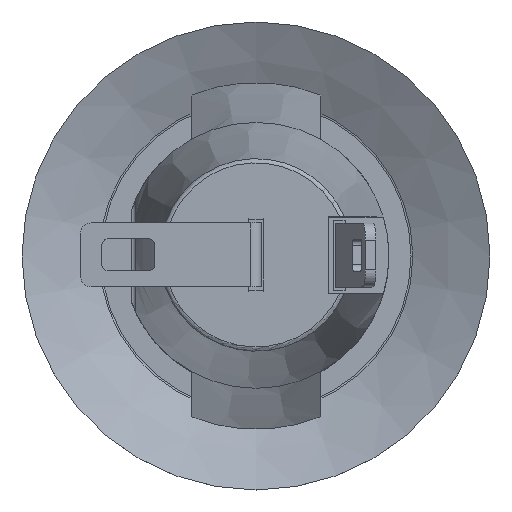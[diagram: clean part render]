
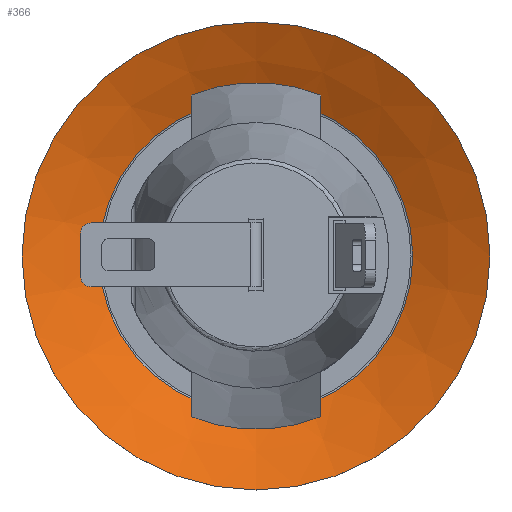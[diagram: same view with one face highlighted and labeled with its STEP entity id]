
A CAD part, top view. The second image highlights one B-rep face of the part: STEP entity #366.
In plain terms, the highlighted conical face has half-angle 65 degrees and reference radius 11 mm.
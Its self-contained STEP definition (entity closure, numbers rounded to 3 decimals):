
#366 = ADVANCED_FACE( '', ( #916, #917 ), #918, .F. );
#916 = FACE_OUTER_BOUND( '', #1671, .T. );
#917 = FACE_BOUND( '', #1672, .T. );
#918 = CONICAL_SURFACE( '', #1673, 11., 1.134 );
#1671 = EDGE_LOOP( '', ( #2745 ) );
#1672 = EDGE_LOOP( '', ( #2746 ) );
#1673 = AXIS2_PLACEMENT_3D( '', #2747, #2748, #2749 );
#2745 = ORIENTED_EDGE( '', *, *, #4818, .T. );
#2746 = ORIENTED_EDGE( '', *, *, #4819, .F. );
#2747 = CARTESIAN_POINT( '', ( -4.152, 1.8, -28.33 ) );
#2748 = DIRECTION( '', ( 0., 0., 1. ) );
#2749 = DIRECTION( '', ( 0., -1., 0. ) );
#4818 = EDGE_CURVE( '', #5924, #5924, #5925, .T. );
#4819 = EDGE_CURVE( '', #5926, #5926, #5927, .T. );
#5924 = VERTEX_POINT( '', #7474 );
#5925 = CIRCLE( '', #7475, 11. );
#5926 = VERTEX_POINT( '', #7476 );
#5927 = CIRCLE( '', #7477, 7.373 );
#7474 = CARTESIAN_POINT( '', ( -4.152, 12.8, -28.33 ) );
#7475 = AXIS2_PLACEMENT_3D( '', #9798, #9799, #9800 );
#7476 = CARTESIAN_POINT( '', ( -4.152, -5.573, -30.021 ) );
#7477 = AXIS2_PLACEMENT_3D( '', #9801, #9802, #9803 );
#9798 = CARTESIAN_POINT( '', ( -4.152, 1.8, -28.33 ) );
#9799 = DIRECTION( '', ( 0., 0., 1. ) );
#9800 = DIRECTION( '', ( 0., 1., 0. ) );
#9801 = CARTESIAN_POINT( '', ( -4.152, 1.8, -30.021 ) );
#9802 = DIRECTION( '', ( 0., 0., 1. ) );
#9803 = DIRECTION( '', ( 0., -1., 0. ) );
